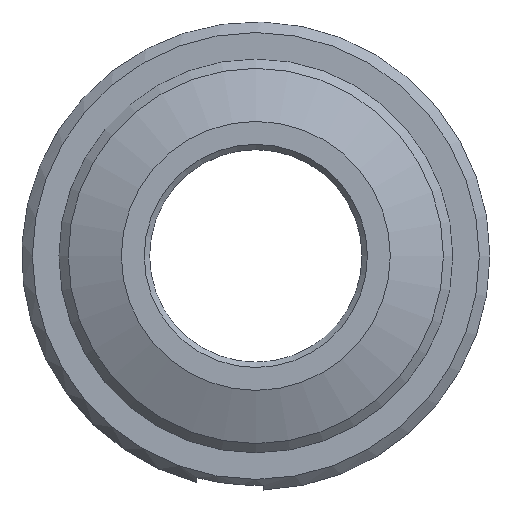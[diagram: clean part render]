
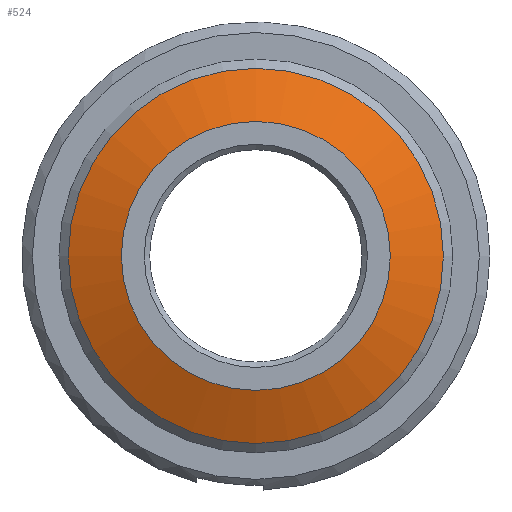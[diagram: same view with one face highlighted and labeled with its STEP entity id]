
A CAD part, top view. The second image highlights one B-rep face of the part: STEP entity #524.
In plain terms, the highlighted conical face has half-angle 68 degrees and reference radius 24.25 mm.
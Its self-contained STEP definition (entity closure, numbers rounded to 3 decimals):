
#62=FACE_OUTER_BOUND('',#103,.T.);
#103=EDGE_LOOP('',(#411,#412,#413,#414));
#150=LINE('',#884,#192);
#192=VECTOR('',#703,24.25);
#219=CIRCLE('',#580,28.25);
#230=CIRCLE('',#596,20.25);
#248=VERTEX_POINT('',#818);
#273=VERTEX_POINT('',#882);
#297=EDGE_CURVE('',#248,#248,#219,.T.);
#327=EDGE_CURVE('',#273,#273,#230,.T.);
#328=EDGE_CURVE('',#273,#248,#150,.T.);
#411=ORIENTED_EDGE('',*,*,#327,.T.);
#412=ORIENTED_EDGE('',*,*,#328,.T.);
#413=ORIENTED_EDGE('',*,*,#297,.T.);
#414=ORIENTED_EDGE('',*,*,#328,.F.);
#514=CONICAL_SURFACE('',#595,24.25,1.187);
#524=ADVANCED_FACE('',(#62),#514,.T.);
#580=AXIS2_PLACEMENT_3D('',#819,#652,#653);
#595=AXIS2_PLACEMENT_3D('',#881,#699,#700);
#596=AXIS2_PLACEMENT_3D('',#883,#701,#702);
#652=DIRECTION('center_axis',(0.,0.,1.));
#653=DIRECTION('ref_axis',(-1.,0.,0.));
#699=DIRECTION('center_axis',(0.,0.,-1.));
#700=DIRECTION('ref_axis',(-1.,0.,0.));
#701=DIRECTION('center_axis',(0.,0.,-1.));
#702=DIRECTION('ref_axis',(-1.,0.,0.));
#703=DIRECTION('',(0.927,0.,-0.375));
#818=CARTESIAN_POINT('',(28.25,0.,7.118));
#819=CARTESIAN_POINT('Origin',(0.,0.,7.118));
#881=CARTESIAN_POINT('Origin',(0.,0.,8.734));
#882=CARTESIAN_POINT('',(20.25,0.,10.35));
#883=CARTESIAN_POINT('Origin',(0.,0.,10.35));
#884=CARTESIAN_POINT('',(24.25,0.,8.734));
